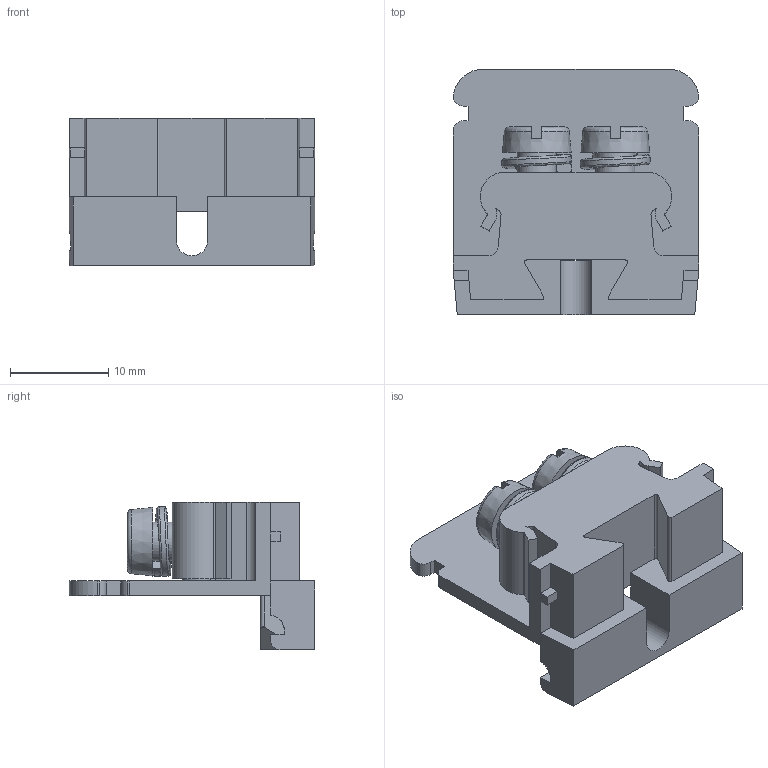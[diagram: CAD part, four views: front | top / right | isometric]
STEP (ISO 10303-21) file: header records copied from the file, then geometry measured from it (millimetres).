
FILE_DESCRIPTION(/* description */ ('Unknown'),/* implementation_level */ '2;1');
FILE_NAME(/* name */ 'PBTM4_3D_SOLID',/* time_stamp */ '2024-12-06T10:54:45+05:00',/* author */ ('Unknown'),/* organization */ ('Unknown'),/* preprocessor_version */ 'ST-DEVELOPER v16.7',/* originating_system */ 'Solid Edge',/* authorisation */ 'Unknown');
FILE_SCHEMA (('AUTOMOTIVE_DESIGN {1 0 10303 214 3 1 1}'));
Length unit declared in the file: millimetre
Products named in the file (1): PBTM4_3D_SOLID
Bounding box: 25 x 25 x 15 mm (x, y, z)
Volume: 3218.3 mm3; surface area: 3201.3 mm2
Topology: 1 solids, 4 shells, 194 faces, 542 edges, 360 vertices
Faces by surface type: plane 109, cylinder 43, bspline 36, torus 4, cone 2
Full cylindrical faces by diameter (mm): 4 x4
Entity records: 8400 total; most frequent: CARTESIAN_POINT 2369, ORIENTED_EDGE 1064, DIRECTION 808, EDGE_CURVE 532, VERTEX_POINT 356, LINE 306, VECTOR 306, AXIS2_PLACEMENT_3D 251
